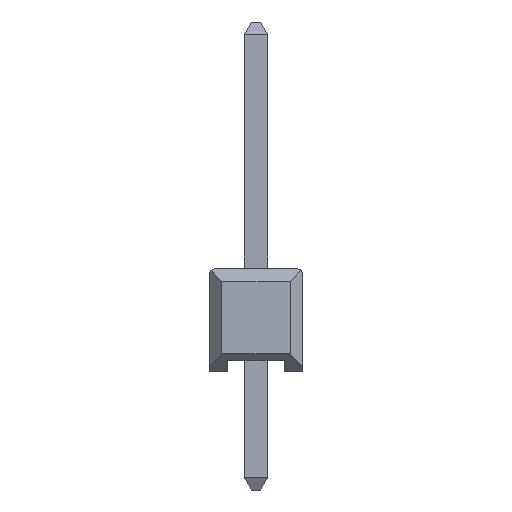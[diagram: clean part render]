
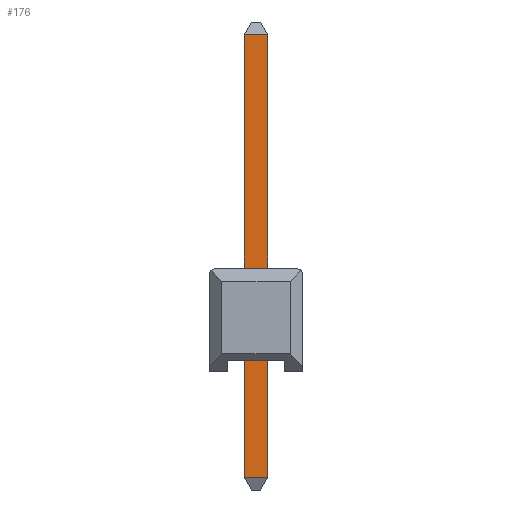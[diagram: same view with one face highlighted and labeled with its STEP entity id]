
A CAD part, left-side view. The second image highlights one B-rep face of the part: STEP entity #176.
In plain terms, the highlighted planar face has unit normal (-1, 0, 0).
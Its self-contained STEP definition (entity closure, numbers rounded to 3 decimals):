
#176=ADVANCED_FACE('',(#250),#2553,.T.);
#250=FACE_OUTER_BOUND('',#328,.T.);
#328=EDGE_LOOP('',(#663,#664,#665,#666));
#663=ORIENTED_EDGE('',*,*,#1801,.T.);
#664=ORIENTED_EDGE('',*,*,#1800,.F.);
#665=ORIENTED_EDGE('',*,*,#1802,.T.);
#666=ORIENTED_EDGE('',*,*,#1791,.F.);
#1019=PCURVE('',#2496,#1387);
#1030=PCURVE('',#2497,#1398);
#1031=PCURVE('',#2553,#1399);
#1032=PCURVE('',#2553,#1400);
#1033=PCURVE('',#2553,#1401);
#1034=PCURVE('',#2553,#1402);
#1052=PCURVE('',#2558,#1420);
#1065=PCURVE('',#2561,#1433);
#1387=DEFINITIONAL_REPRESENTATION('',(#2286),#4776);
#1398=DEFINITIONAL_REPRESENTATION('',(#2306),#4776);
#1399=DEFINITIONAL_REPRESENTATION('',(#2308),#4776);
#1400=DEFINITIONAL_REPRESENTATION('',(#2309),#4776);
#1401=DEFINITIONAL_REPRESENTATION('',(#2311),#4776);
#1402=DEFINITIONAL_REPRESENTATION('',(#2312),#4776);
#1420=DEFINITIONAL_REPRESENTATION('',(#2338),#4776);
#1433=DEFINITIONAL_REPRESENTATION('',(#2358),#4776);
#1603=SURFACE_CURVE('',#2285,(#1019,#1034),.PCURVE_S1.);
#1612=SURFACE_CURVE('',#2305,(#1030,#1032),.PCURVE_S1.);
#1613=SURFACE_CURVE('',#2307,(#1031,#1052),.PCURVE_S1.);
#1614=SURFACE_CURVE('',#2310,(#1033,#1065),.PCURVE_S1.);
#1791=EDGE_CURVE('',#2480,#2478,#1603,.T.);
#1800=EDGE_CURVE('',#2484,#2485,#1612,.T.);
#1801=EDGE_CURVE('',#2480,#2485,#1613,.T.);
#1802=EDGE_CURVE('',#2484,#2478,#1614,.T.);
#2285=B_SPLINE_CURVE_WITH_KNOTS('',1,(#4248,#4249),.UNSPECIFIED.,.F.,.F.,
(2,2),(-20.383,-11.156),.UNSPECIFIED.);
#2286=B_SPLINE_CURVE_WITH_KNOTS('',1,(#4250,#4251),.UNSPECIFIED.,.F.,.F.,
(2,2),(-20.383,-11.156),.UNSPECIFIED.);
#2305=B_SPLINE_CURVE_WITH_KNOTS('',1,(#4294,#4295),.UNSPECIFIED.,.F.,.F.,
(2,2),(-10.526,-1.298),.UNSPECIFIED.);
#2306=B_SPLINE_CURVE_WITH_KNOTS('',1,(#4296,#4297),.UNSPECIFIED.,.F.,.F.,
(2,2),(-10.526,-1.298),.UNSPECIFIED.);
#2307=B_SPLINE_CURVE_WITH_KNOTS('',1,(#4298,#4299),.UNSPECIFIED.,.F.,.F.,
(2,2),(0.,0.63),.UNSPECIFIED.);
#2308=B_SPLINE_CURVE_WITH_KNOTS('',1,(#4300,#4301),.UNSPECIFIED.,.F.,.F.,
(2,2),(0.,0.63),.UNSPECIFIED.);
#2309=B_SPLINE_CURVE_WITH_KNOTS('',1,(#4302,#4303),.UNSPECIFIED.,.F.,.F.,
(2,2),(-10.526,-1.298),.UNSPECIFIED.);
#2310=B_SPLINE_CURVE_WITH_KNOTS('',1,(#4304,#4305),.UNSPECIFIED.,.F.,.F.,
(2,2),(10.526,11.156),.UNSPECIFIED.);
#2311=B_SPLINE_CURVE_WITH_KNOTS('',1,(#4306,#4307),.UNSPECIFIED.,.F.,.F.,
(2,2),(10.526,11.156),.UNSPECIFIED.);
#2312=B_SPLINE_CURVE_WITH_KNOTS('',1,(#4308,#4309),.UNSPECIFIED.,.F.,.F.,
(2,2),(-20.383,-11.156),.UNSPECIFIED.);
#2338=B_SPLINE_CURVE_WITH_KNOTS('',1,(#4360,#4361),.UNSPECIFIED.,.F.,.F.,
(2,2),(0.,0.63),.UNSPECIFIED.);
#2358=B_SPLINE_CURVE_WITH_KNOTS('',1,(#4400,#4401),.UNSPECIFIED.,.F.,.F.,
(2,2),(10.526,11.156),.UNSPECIFIED.);
#2478=VERTEX_POINT('',#4232);
#2480=VERTEX_POINT('',#4234);
#2484=VERTEX_POINT('',#4238);
#2485=VERTEX_POINT('',#4239);
#2496=B_SPLINE_SURFACE_WITH_KNOTS('',1,1,((#4212,#4213),(#4214,#4215)),
 .UNSPECIFIED.,.F.,.F.,.F.,(2,2),(2,2),(-9.358,0.093),
(-0.64,0.01),.UNSPECIFIED.);
#2497=B_SPLINE_SURFACE_WITH_KNOTS('',1,1,((#4217,#4218),(#4219,#4220)),
 .UNSPECIFIED.,.F.,.F.,.F.,(2,2),(2,2),(-0.64,0.01),(-9.358,
0.093),.UNSPECIFIED.);
#2553=PLANE('',#2639);
#2558=PLANE('',#2644);
#2561=PLANE('',#2647);
#2639=AXIS2_PLACEMENT_3D('',#4221,#2710,$);
#2644=AXIS2_PLACEMENT_3D('',#4226,#2715,$);
#2647=AXIS2_PLACEMENT_3D('',#4229,#2718,$);
#2710=DIRECTION('',(-1.,0.,0.));
#2715=DIRECTION('',(-0.873,0.,0.488));
#2718=DIRECTION('',(-0.873,0.,-0.487));
#4212=CARTESIAN_POINT('',(-0.325,-0.315,9.326));
#4213=CARTESIAN_POINT('',(0.325,-0.315,9.326));
#4214=CARTESIAN_POINT('',(-0.325,-0.315,-2.981));
#4215=CARTESIAN_POINT('',(0.325,-0.315,-2.981));
#4217=CARTESIAN_POINT('',(-0.325,0.315,9.326));
#4218=CARTESIAN_POINT('',(-0.325,0.315,-2.981));
#4219=CARTESIAN_POINT('',(0.325,0.315,9.326));
#4220=CARTESIAN_POINT('',(0.325,0.315,-2.981));
#4221=CARTESIAN_POINT('',(-0.315,-0.325,9.326));
#4226=CARTESIAN_POINT('',(-0.12,-0.325,9.504));
#4229=CARTESIAN_POINT('',(-0.12,-0.325,-3.209));
#4232=CARTESIAN_POINT('',(-0.315,-0.315,-2.86));
#4234=CARTESIAN_POINT('',(-0.315,-0.315,9.156));
#4238=CARTESIAN_POINT('',(-0.315,0.315,-2.86));
#4239=CARTESIAN_POINT('',(-0.315,0.315,9.156));
#4248=CARTESIAN_POINT('',(-0.315,-0.315,9.156));
#4249=CARTESIAN_POINT('',(-0.315,-0.315,-2.86));
#4250=CARTESIAN_POINT('',(-9.227,-0.63));
#4251=CARTESIAN_POINT('',(0.,-0.63));
#4294=CARTESIAN_POINT('',(-0.315,0.315,-2.86));
#4295=CARTESIAN_POINT('',(-0.315,0.315,9.156));
#4296=CARTESIAN_POINT('',(-0.63,0.));
#4297=CARTESIAN_POINT('',(-0.63,-9.227));
#4298=CARTESIAN_POINT('',(-0.315,-0.315,9.156));
#4299=CARTESIAN_POINT('',(-0.315,0.315,9.156));
#4300=CARTESIAN_POINT('',(0.,0.038));
#4301=CARTESIAN_POINT('',(0.63,0.038));
#4302=CARTESIAN_POINT('',(0.63,9.266));
#4303=CARTESIAN_POINT('',(0.63,0.038));
#4304=CARTESIAN_POINT('',(-0.315,0.315,-2.86));
#4305=CARTESIAN_POINT('',(-0.315,-0.315,-2.86));
#4306=CARTESIAN_POINT('',(0.63,9.266));
#4307=CARTESIAN_POINT('',(0.,9.266));
#4308=CARTESIAN_POINT('',(0.,0.038));
#4309=CARTESIAN_POINT('',(0.,9.266));
#4360=CARTESIAN_POINT('',(-0.44,0.39));
#4361=CARTESIAN_POINT('',(0.19,0.39));
#4400=CARTESIAN_POINT('',(0.389,0.19));
#4401=CARTESIAN_POINT('',(0.389,-0.44));
#4776=(
GEOMETRIC_REPRESENTATION_CONTEXT(2)
PARAMETRIC_REPRESENTATION_CONTEXT()
REPRESENTATION_CONTEXT('pspace','')
);
